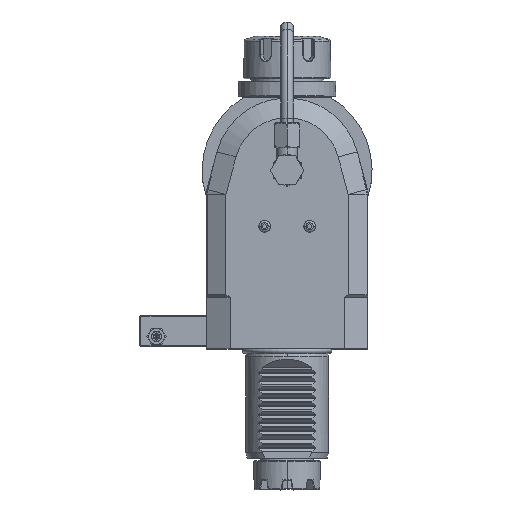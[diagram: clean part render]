
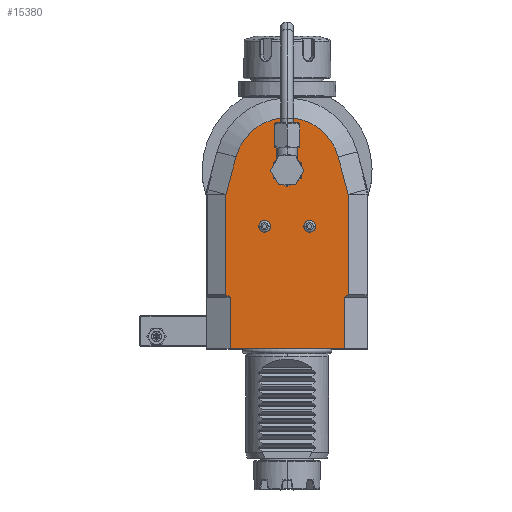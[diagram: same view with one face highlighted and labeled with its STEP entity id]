
A CAD part, top view. The second image highlights one B-rep face of the part: STEP entity #15380.
In plain terms, the highlighted planar face has unit normal (0, 0, 1).
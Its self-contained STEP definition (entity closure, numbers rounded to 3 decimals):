
#242=DIRECTION('',(-1.,0.,0.));
#243=VECTOR('',#242,55.);
#244=CARTESIAN_POINT('',(27.5,-86.,40.));
#245=LINE('',#244,#243);
#418=DIRECTION('',(0.,-1.,0.));
#419=VECTOR('',#418,25.);
#420=CARTESIAN_POINT('',(27.5,-61.,40.));
#421=LINE('',#420,#419);
#422=DIRECTION('',(0.,1.,0.));
#423=VECTOR('',#422,25.);
#424=CARTESIAN_POINT('',(-27.5,-86.,40.));
#425=LINE('',#424,#423);
#426=DIRECTION('',(0.894,-0.447,0.));
#427=VECTOR('',#426,2.236);
#428=CARTESIAN_POINT('',(-29.5,-60.,40.));
#429=LINE('',#428,#427);
#430=DIRECTION('',(0.,-1.,0.));
#431=VECTOR('',#430,48.363);
#432=CARTESIAN_POINT('',(-29.5,-11.637,40.));
#433=LINE('',#432,#431);
#434=CARTESIAN_POINT('',(-29.,-11.637,40.));
#435=DIRECTION('',(0.,0.,1.));
#436=DIRECTION('',(-0.966,0.259,0.));
#437=AXIS2_PLACEMENT_3D('',#434,#435,#436);
#439=DIRECTION('',(-0.259,-0.966,0.));
#440=VECTOR('',#439,18.746);
#441=CARTESIAN_POINT('',(-24.631,6.6,40.));
#442=LINE('',#441,#440);
#443=CARTESIAN_POINT('',(0.,0.,40.));
#444=DIRECTION('',(0.,0.,1.));
#445=DIRECTION('',(0.966,0.259,0.));
#446=AXIS2_PLACEMENT_3D('',#443,#444,#445);
#448=DIRECTION('',(-0.259,0.966,0.));
#449=VECTOR('',#448,18.746);
#450=CARTESIAN_POINT('',(29.483,-11.507,40.));
#451=LINE('',#450,#449);
#452=CARTESIAN_POINT('',(29.,-11.637,40.));
#453=DIRECTION('',(0.,0.,1.));
#454=DIRECTION('',(1.,0.,0.));
#455=AXIS2_PLACEMENT_3D('',#452,#453,#454);
#457=DIRECTION('',(0.,1.,0.));
#458=VECTOR('',#457,48.363);
#459=CARTESIAN_POINT('',(29.5,-60.,40.));
#460=LINE('',#459,#458);
#461=DIRECTION('',(0.894,0.447,0.));
#462=VECTOR('',#461,2.236);
#463=CARTESIAN_POINT('',(27.5,-61.,40.));
#464=LINE('',#463,#462);
#465=CARTESIAN_POINT('',(0.,0.,40.));
#466=DIRECTION('',(0.,0.,1.));
#467=DIRECTION('',(1.,0.,0.));
#468=AXIS2_PLACEMENT_3D('',#465,#466,#467);
#470=CARTESIAN_POINT('',(0.,0.,40.));
#471=DIRECTION('',(0.,0.,1.));
#472=DIRECTION('',(-1.,0.,0.));
#473=AXIS2_PLACEMENT_3D('',#470,#471,#472);
#475=CARTESIAN_POINT('',(10.864,-26.888,40.));
#476=DIRECTION('',(0.,0.,1.));
#477=DIRECTION('',(-1.,0.,0.));
#478=AXIS2_PLACEMENT_3D('',#475,#476,#477);
#480=CARTESIAN_POINT('',(10.864,-26.888,40.));
#481=DIRECTION('',(0.,0.,1.));
#482=DIRECTION('',(1.,0.,0.));
#483=AXIS2_PLACEMENT_3D('',#480,#481,#482);
#485=CARTESIAN_POINT('',(-10.864,-26.888,40.));
#486=DIRECTION('',(0.,0.,1.));
#487=DIRECTION('',(-1.,0.,0.));
#488=AXIS2_PLACEMENT_3D('',#485,#486,#487);
#490=CARTESIAN_POINT('',(-10.864,-26.888,40.));
#491=DIRECTION('',(0.,0.,1.));
#492=DIRECTION('',(1.,0.,0.));
#493=AXIS2_PLACEMENT_3D('',#490,#491,#492);
#13452=CARTESIAN_POINT('',(24.631,6.6,40.));
#13453=CARTESIAN_POINT('',(-24.631,6.6,40.));
#13454=VERTEX_POINT('',#13452);
#13455=VERTEX_POINT('',#13453);
#13460=CARTESIAN_POINT('',(-29.483,-11.507,40.));
#13461=VERTEX_POINT('',#13460);
#13462=CARTESIAN_POINT('',(29.483,-11.507,40.));
#13463=VERTEX_POINT('',#13462);
#13464=CARTESIAN_POINT('',(-29.5,-11.637,40.));
#13465=VERTEX_POINT('',#13464);
#13466=CARTESIAN_POINT('',(29.5,-11.637,40.));
#13467=VERTEX_POINT('',#13466);
#13485=CARTESIAN_POINT('',(29.5,-60.,40.));
#13487=VERTEX_POINT('',#13485);
#13494=CARTESIAN_POINT('',(-29.5,-60.,40.));
#13495=VERTEX_POINT('',#13494);
#13806=CARTESIAN_POINT('',(-13.714,-26.888,40.));
#13807=CARTESIAN_POINT('',(-8.014,-26.888,40.));
#13808=VERTEX_POINT('',#13806);
#13809=VERTEX_POINT('',#13807);
#13842=CARTESIAN_POINT('',(8.014,-26.888,40.));
#13843=CARTESIAN_POINT('',(13.714,-26.888,40.));
#13844=VERTEX_POINT('',#13842);
#13845=VERTEX_POINT('',#13843);
#13958=CARTESIAN_POINT('',(27.5,-61.,40.));
#13959=VERTEX_POINT('',#13958);
#13960=CARTESIAN_POINT('',(-27.5,-61.,40.));
#13961=VERTEX_POINT('',#13960);
#14595=CARTESIAN_POINT('',(6.5,0.,40.));
#14596=CARTESIAN_POINT('',(-6.5,0.,40.));
#14597=VERTEX_POINT('',#14595);
#14598=VERTEX_POINT('',#14596);
#14759=CARTESIAN_POINT('',(-27.5,-86.,40.));
#14761=VERTEX_POINT('',#14759);
#14764=CARTESIAN_POINT('',(27.5,-86.,40.));
#14766=VERTEX_POINT('',#14764);
#15333=CARTESIAN_POINT('',(0.,0.,40.));
#15334=DIRECTION('',(0.,0.,1.));
#15335=DIRECTION('',(1.,0.,0.));
#15336=AXIS2_PLACEMENT_3D('',#15333,#15334,#15335);
#15337=PLANE('',#15336);
#15339=ORIENTED_EDGE('',*,*,#15338,.T.);
#15340=ORIENTED_EDGE('',*,*,#15297,.T.);
#15341=ORIENTED_EDGE('',*,*,#15324,.T.);
#15343=ORIENTED_EDGE('',*,*,#15342,.F.);
#15345=ORIENTED_EDGE('',*,*,#15344,.F.);
#15347=ORIENTED_EDGE('',*,*,#15346,.F.);
#15349=ORIENTED_EDGE('',*,*,#15348,.F.);
#15351=ORIENTED_EDGE('',*,*,#15350,.F.);
#15353=ORIENTED_EDGE('',*,*,#15352,.F.);
#15355=ORIENTED_EDGE('',*,*,#15354,.F.);
#15357=ORIENTED_EDGE('',*,*,#15356,.F.);
#15359=ORIENTED_EDGE('',*,*,#15358,.F.);
#15360=EDGE_LOOP('',(#15339,#15340,#15341,#15343,#15345,#15347,#15349,#15351,
#15353,#15355,#15357,#15359));
#15361=FACE_OUTER_BOUND('',#15360,.F.);
#15363=ORIENTED_EDGE('',*,*,#15362,.T.);
#15365=ORIENTED_EDGE('',*,*,#15364,.T.);
#15366=EDGE_LOOP('',(#15363,#15365));
#15367=FACE_BOUND('',#15366,.F.);
#15369=ORIENTED_EDGE('',*,*,#15368,.T.);
#15371=ORIENTED_EDGE('',*,*,#15370,.T.);
#15372=EDGE_LOOP('',(#15369,#15371));
#15373=FACE_BOUND('',#15372,.F.);
#15375=ORIENTED_EDGE('',*,*,#15374,.T.);
#15377=ORIENTED_EDGE('',*,*,#15376,.T.);
#15378=EDGE_LOOP('',(#15375,#15377));
#15379=FACE_BOUND('',#15378,.F.);
#438=CIRCLE('',#437,0.5);
#447=CIRCLE('',#446,25.5);
#456=CIRCLE('',#455,0.5);
#469=CIRCLE('',#468,6.5);
#474=CIRCLE('',#473,6.5);
#479=CIRCLE('',#478,2.85);
#484=CIRCLE('',#483,2.85);
#489=CIRCLE('',#488,2.85);
#494=CIRCLE('',#493,2.85);
#15297=EDGE_CURVE('',#14766,#14761,#245,.T.);
#15324=EDGE_CURVE('',#14761,#13961,#425,.T.);
#15338=EDGE_CURVE('',#13959,#14766,#421,.T.);
#15342=EDGE_CURVE('',#13495,#13961,#429,.T.);
#15344=EDGE_CURVE('',#13465,#13495,#433,.T.);
#15346=EDGE_CURVE('',#13461,#13465,#438,.T.);
#15348=EDGE_CURVE('',#13455,#13461,#442,.T.);
#15350=EDGE_CURVE('',#13454,#13455,#447,.T.);
#15352=EDGE_CURVE('',#13463,#13454,#451,.T.);
#15354=EDGE_CURVE('',#13467,#13463,#456,.T.);
#15356=EDGE_CURVE('',#13487,#13467,#460,.T.);
#15358=EDGE_CURVE('',#13959,#13487,#464,.T.);
#15362=EDGE_CURVE('',#14597,#14598,#469,.T.);
#15364=EDGE_CURVE('',#14598,#14597,#474,.T.);
#15368=EDGE_CURVE('',#13844,#13845,#479,.T.);
#15370=EDGE_CURVE('',#13845,#13844,#484,.T.);
#15374=EDGE_CURVE('',#13808,#13809,#489,.T.);
#15376=EDGE_CURVE('',#13809,#13808,#494,.T.);
#15380=ADVANCED_FACE('',(#15361,#15367,#15373,#15379),#15337,.T.);
